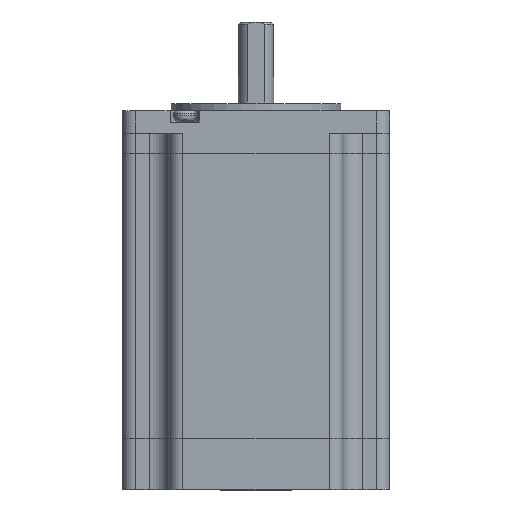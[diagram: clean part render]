
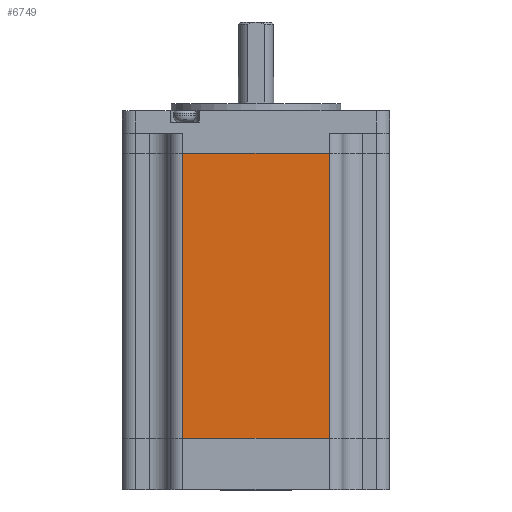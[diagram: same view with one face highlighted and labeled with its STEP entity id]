
A CAD part, top view. The second image highlights one B-rep face of the part: STEP entity #6749.
In plain terms, the highlighted planar face has unit normal (0, 0, 1).
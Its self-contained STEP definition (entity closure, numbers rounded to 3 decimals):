
#18 = EDGE_CURVE ( 'NONE', #3210, #2372, #4098, .T. ) ;
#209 = ORIENTED_EDGE ( 'NONE', *, *, #6393, .T. ) ;
#552 = EDGE_CURVE ( 'NONE', #1805, #2372, #1033, .T. ) ;
#676 = PLANE ( 'NONE',  #4165 ) ;
#755 = CARTESIAN_POINT ( 'NONE',  ( -14.7, 0., 30.4 ) ) ;
#1026 = EDGE_CURVE ( 'NONE', #2098, #1805, #1140, .T. ) ;
#1033 = LINE ( 'NONE', #3349, #3821 ) ;
#1140 = LINE ( 'NONE', #1855, #2874 ) ;
#1587 = DIRECTION ( 'NONE',  ( 0., -1., 0. ) ) ;
#1779 = ORIENTED_EDGE ( 'NONE', *, *, #18, .F. ) ;
#1805 = VERTEX_POINT ( 'NONE', #5663 ) ;
#1855 = CARTESIAN_POINT ( 'NONE',  ( 21.3, 0., 30.4 ) ) ;
#2098 = VERTEX_POINT ( 'NONE', #755 ) ;
#2253 = CARTESIAN_POINT ( 'NONE',  ( 18.3, 64., 30.4 ) ) ;
#2372 = VERTEX_POINT ( 'NONE', #2253 ) ;
#2874 = VECTOR ( 'NONE', #4299, 1000. ) ;
#3210 = VERTEX_POINT ( 'NONE', #4568 ) ;
#3343 = LINE ( 'NONE', #7041, #5194 ) ;
#3349 = CARTESIAN_POINT ( 'NONE',  ( 18.3, 64., 30.4 ) ) ;
#3369 = ORIENTED_EDGE ( 'NONE', *, *, #1026, .T. ) ;
#3493 = VECTOR ( 'NONE', #5664, 1000. ) ;
#3564 = ORIENTED_EDGE ( 'NONE', *, *, #552, .T. ) ;
#3821 = VECTOR ( 'NONE', #5155, 1000. ) ;
#4098 = LINE ( 'NONE', #6516, #3493 ) ;
#4165 = AXIS2_PLACEMENT_3D ( 'NONE', #6639, #7239, #6044 ) ;
#4230 = FACE_OUTER_BOUND ( 'NONE', #4614, .T. ) ;
#4299 = DIRECTION ( 'NONE',  ( 1., 0., 0. ) ) ;
#4568 = CARTESIAN_POINT ( 'NONE',  ( -14.7, 64., 30.4 ) ) ;
#4614 = EDGE_LOOP ( 'NONE', ( #3369, #3564, #1779, #209 ) ) ;
#5155 = DIRECTION ( 'NONE',  ( 0., 1., 0. ) ) ;
#5194 = VECTOR ( 'NONE', #1587, 1000. ) ;
#5663 = CARTESIAN_POINT ( 'NONE',  ( 18.3, 0., 30.4 ) ) ;
#5664 = DIRECTION ( 'NONE',  ( 1., 0., 0. ) ) ;
#6044 = DIRECTION ( 'NONE',  ( -1., 0., 0. ) ) ;
#6393 = EDGE_CURVE ( 'NONE', #3210, #2098, #3343, .T. ) ;
#6516 = CARTESIAN_POINT ( 'NONE',  ( 21.3, 64., 30.4 ) ) ;
#6639 = CARTESIAN_POINT ( 'NONE',  ( 21.3, 64., 30.4 ) ) ;
#6749 = ADVANCED_FACE ( 'NONE', ( #4230 ), #676, .F. ) ;
#7041 = CARTESIAN_POINT ( 'NONE',  ( -14.7, 64., 30.4 ) ) ;
#7239 = DIRECTION ( 'NONE',  ( 0., 0., -1. ) ) ;
